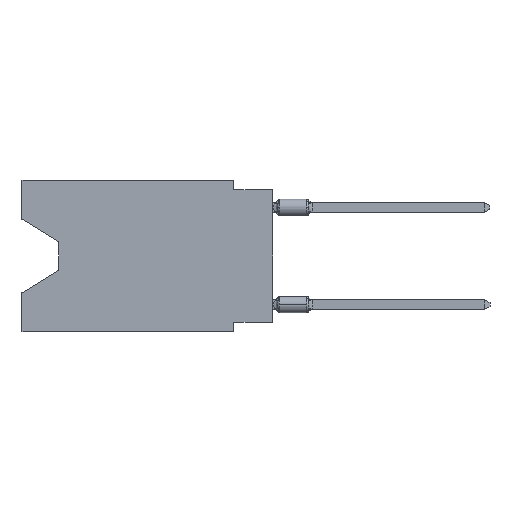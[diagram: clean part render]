
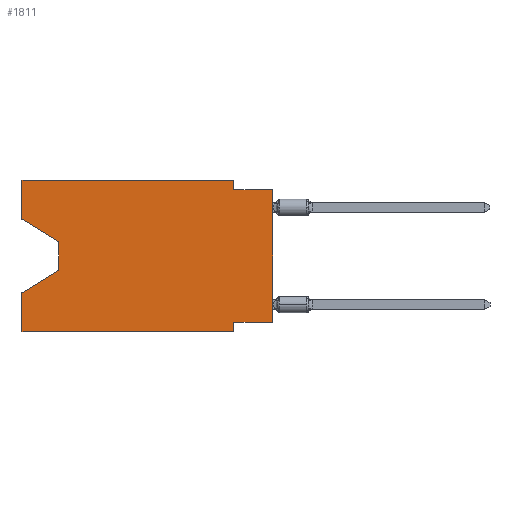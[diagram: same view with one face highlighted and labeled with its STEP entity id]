
A CAD part, left-side view. The second image highlights one B-rep face of the part: STEP entity #1811.
In plain terms, the highlighted planar face has unit normal (-1, 0, 0).
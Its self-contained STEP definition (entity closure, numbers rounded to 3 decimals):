
#311 = CARTESIAN_POINT ( 'NONE',  ( 0., 2.54, 0. ) ) ;
#518 = LINE ( 'NONE', #311, #5347 ) ;
#652 = VERTEX_POINT ( 'NONE', #1807 ) ;
#817 = EDGE_CURVE ( 'NONE', #8014, #16365, #1088, .T. ) ;
#948 = CARTESIAN_POINT ( 'NONE',  ( 0., 0., -9.271 ) ) ;
#1088 = LINE ( 'NONE', #1287, #18029 ) ;
#1132 = VERTEX_POINT ( 'NONE', #10143 ) ;
#1133 = CARTESIAN_POINT ( 'NONE',  ( 0., 13.97, -5.893 ) ) ;
#1287 = CARTESIAN_POINT ( 'NONE',  ( 0., 16.383, -2.546 ) ) ;
#1807 = CARTESIAN_POINT ( 'NONE',  ( 0., 16.383, -9.906 ) ) ;
#1811 = ADVANCED_FACE ( 'NONE', ( #11008 ), #13844, .F. ) ;
#1917 = LINE ( 'NONE', #17377, #5701 ) ;
#2578 = CARTESIAN_POINT ( 'NONE',  ( 0., 13.97, -4.013 ) ) ;
#3010 = LINE ( 'NONE', #12095, #7969 ) ;
#3401 = VECTOR ( 'NONE', #4140, 1000. ) ;
#3654 = DIRECTION ( 'NONE',  ( 0., 0., -1. ) ) ;
#3822 = CARTESIAN_POINT ( 'NONE',  ( 0., 0., 0. ) ) ;
#3838 = EDGE_CURVE ( 'NONE', #8014, #9003, #7145, .T. ) ;
#4140 = DIRECTION ( 'NONE',  ( 0., 0., 1. ) ) ;
#4147 = CARTESIAN_POINT ( 'NONE',  ( 0., 16.383, -2.546 ) ) ;
#4223 = DIRECTION ( 'NONE',  ( 0., -0.855, -0.519 ) ) ;
#4292 = CARTESIAN_POINT ( 'NONE',  ( 0., 0., -9.271 ) ) ;
#4451 = AXIS2_PLACEMENT_3D ( 'NONE', #17182, #16893, #14142 ) ;
#4454 = CARTESIAN_POINT ( 'NONE',  ( 0., 13.97, -5.893 ) ) ;
#4709 = CARTESIAN_POINT ( 'NONE',  ( 0., 2.54, -0.635 ) ) ;
#4825 = EDGE_CURVE ( 'NONE', #10427, #8286, #1917, .T. ) ;
#5347 = VECTOR ( 'NONE', #3654, 1000. ) ;
#5407 = EDGE_CURVE ( 'NONE', #9492, #8286, #9956, .T. ) ;
#5701 = VECTOR ( 'NONE', #13010, 1000. ) ;
#5940 = VECTOR ( 'NONE', #7182, 1000. ) ;
#6011 = LINE ( 'NONE', #4292, #7779 ) ;
#6348 = EDGE_LOOP ( 'NONE', ( #10592, #19438, #11124, #17397, #14016, #6666, #13861, #10656, #11102, #13230, #19035, #17194 ) ) ;
#6666 = ORIENTED_EDGE ( 'NONE', *, *, #7201, .F. ) ;
#6814 = VECTOR ( 'NONE', #10587, 1000. ) ;
#7145 = LINE ( 'NONE', #19301, #3401 ) ;
#7182 = DIRECTION ( 'NONE',  ( 0., 0.855, -0.519 ) ) ;
#7201 = EDGE_CURVE ( 'NONE', #11320, #14532, #8165, .T. ) ;
#7458 = EDGE_CURVE ( 'NONE', #9003, #1132, #9154, .T. ) ;
#7653 = CARTESIAN_POINT ( 'NONE',  ( 0., 16.383, 0. ) ) ;
#7779 = VECTOR ( 'NONE', #10239, 1000. ) ;
#7969 = VECTOR ( 'NONE', #13612, 1000. ) ;
#8014 = VERTEX_POINT ( 'NONE', #4147 ) ;
#8165 = LINE ( 'NONE', #9795, #14396 ) ;
#8286 = VERTEX_POINT ( 'NONE', #15656 ) ;
#8496 = EDGE_CURVE ( 'NONE', #652, #14532, #3010, .T. ) ;
#9003 = VERTEX_POINT ( 'NONE', #9011 ) ;
#9011 = CARTESIAN_POINT ( 'NONE',  ( 0., 16.383, 0. ) ) ;
#9154 = LINE ( 'NONE', #19908, #9551 ) ;
#9492 = VERTEX_POINT ( 'NONE', #948 ) ;
#9551 = VECTOR ( 'NONE', #15243, 1000. ) ;
#9795 = CARTESIAN_POINT ( 'NONE',  ( 0., 2.54, -9.906 ) ) ;
#9830 = EDGE_CURVE ( 'NONE', #652, #14326, #10380, .T. ) ;
#9841 = LINE ( 'NONE', #2578, #19039 ) ;
#9956 = LINE ( 'NONE', #3822, #19259 ) ;
#10143 = CARTESIAN_POINT ( 'NONE',  ( 0., 2.54, 0. ) ) ;
#10217 = LINE ( 'NONE', #1133, #5940 ) ;
#10239 = DIRECTION ( 'NONE',  ( 0., 1., 0. ) ) ;
#10380 = LINE ( 'NONE', #7653, #6814 ) ;
#10427 = VERTEX_POINT ( 'NONE', #4709 ) ;
#10587 = DIRECTION ( 'NONE',  ( 0., 0., 1. ) ) ;
#10592 = ORIENTED_EDGE ( 'NONE', *, *, #817, .T. ) ;
#10656 = ORIENTED_EDGE ( 'NONE', *, *, #5407, .T. ) ;
#10699 = EDGE_CURVE ( 'NONE', #9492, #11320, #6011, .T. ) ;
#11008 = FACE_OUTER_BOUND ( 'NONE', #6348, .T. ) ;
#11102 = ORIENTED_EDGE ( 'NONE', *, *, #4825, .F. ) ;
#11124 = ORIENTED_EDGE ( 'NONE', *, *, #16188, .T. ) ;
#11320 = VERTEX_POINT ( 'NONE', #17580 ) ;
#11732 = EDGE_CURVE ( 'NONE', #16365, #16690, #9841, .T. ) ;
#11927 = CARTESIAN_POINT ( 'NONE',  ( 0., 13.97, -4.013 ) ) ;
#12095 = CARTESIAN_POINT ( 'NONE',  ( 0., 16.383, -9.906 ) ) ;
#12246 = CARTESIAN_POINT ( 'NONE',  ( 0., 16.383, -7.36 ) ) ;
#13010 = DIRECTION ( 'NONE',  ( 0., -1., 0. ) ) ;
#13230 = ORIENTED_EDGE ( 'NONE', *, *, #17668, .F. ) ;
#13612 = DIRECTION ( 'NONE',  ( 0., -1., 0. ) ) ;
#13844 = PLANE ( 'NONE',  #4451 ) ;
#13861 = ORIENTED_EDGE ( 'NONE', *, *, #10699, .F. ) ;
#14016 = ORIENTED_EDGE ( 'NONE', *, *, #8496, .T. ) ;
#14142 = DIRECTION ( 'NONE',  ( 0., 0., -1. ) ) ;
#14326 = VERTEX_POINT ( 'NONE', #12246 ) ;
#14396 = VECTOR ( 'NONE', #19004, 1000. ) ;
#14532 = VERTEX_POINT ( 'NONE', #17800 ) ;
#15243 = DIRECTION ( 'NONE',  ( 0., -1., 0. ) ) ;
#15656 = CARTESIAN_POINT ( 'NONE',  ( 0., 0., -0.635 ) ) ;
#16188 = EDGE_CURVE ( 'NONE', #16690, #14326, #10217, .T. ) ;
#16240 = DIRECTION ( 'NONE',  ( 0., 0., 1. ) ) ;
#16365 = VERTEX_POINT ( 'NONE', #11927 ) ;
#16690 = VERTEX_POINT ( 'NONE', #4454 ) ;
#16893 = DIRECTION ( 'NONE',  ( 1., 0., 0. ) ) ;
#17182 = CARTESIAN_POINT ( 'NONE',  ( 0., 16.383, 0. ) ) ;
#17194 = ORIENTED_EDGE ( 'NONE', *, *, #3838, .F. ) ;
#17377 = CARTESIAN_POINT ( 'NONE',  ( 0., 0., -0.635 ) ) ;
#17397 = ORIENTED_EDGE ( 'NONE', *, *, #9830, .F. ) ;
#17580 = CARTESIAN_POINT ( 'NONE',  ( 0., 2.54, -9.271 ) ) ;
#17668 = EDGE_CURVE ( 'NONE', #1132, #10427, #518, .T. ) ;
#17800 = CARTESIAN_POINT ( 'NONE',  ( 0., 2.54, -9.906 ) ) ;
#17828 = DIRECTION ( 'NONE',  ( 0., 0., -1. ) ) ;
#18029 = VECTOR ( 'NONE', #4223, 1000. ) ;
#19004 = DIRECTION ( 'NONE',  ( 0., 0., -1. ) ) ;
#19035 = ORIENTED_EDGE ( 'NONE', *, *, #7458, .F. ) ;
#19039 = VECTOR ( 'NONE', #17828, 1000. ) ;
#19259 = VECTOR ( 'NONE', #16240, 1000. ) ;
#19301 = CARTESIAN_POINT ( 'NONE',  ( 0., 16.383, 0. ) ) ;
#19438 = ORIENTED_EDGE ( 'NONE', *, *, #11732, .T. ) ;
#19908 = CARTESIAN_POINT ( 'NONE',  ( 0., 16.383, 0. ) ) ;
